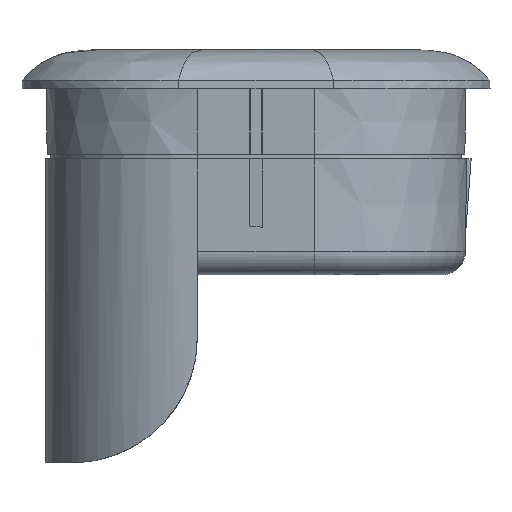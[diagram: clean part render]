
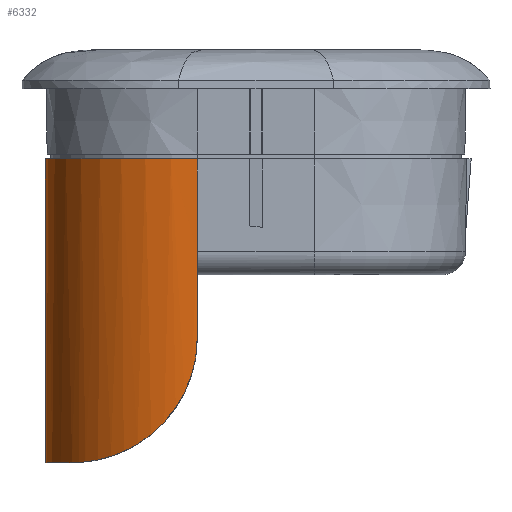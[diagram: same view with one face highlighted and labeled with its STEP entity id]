
A CAD part, left-side view. The second image highlights one B-rep face of the part: STEP entity #6332.
In plain terms, the highlighted cylindrical face has radius 9.701 mm (diameter 19.403 mm), a partial arc.
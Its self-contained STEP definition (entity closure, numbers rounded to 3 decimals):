
#4791=CARTESIAN_POINT('',(-12.75,-31.761,0.));
#4792=DIRECTION('',(0.,0.,1.));
#4793=DIRECTION('',(-1.,0.,0.));
#4794=AXIS2_PLACEMENT_3D('',#4791,#4792,#4793);
#4858=DIRECTION('',(0.,0.,-1.));
#4859=VECTOR('',#4858,5.9);
#4860=CARTESIAN_POINT('',(-22.451,-31.761,
5.9));
#4861=LINE('',#4860,#4859);
#4979=CARTESIAN_POINT('',(-12.75,-31.761,19.4));
#4980=DIRECTION('',(0.,0.,-1.));
#4981=DIRECTION('',(0.,-1.,0.));
#4982=AXIS2_PLACEMENT_3D('',#4979,#4980,#4981);
#5253=CARTESIAN_POINT('',(-22.451,-31.761,11.4));
#5254=CARTESIAN_POINT('',(-22.451,-31.761,
11.873));
#5255=CARTESIAN_POINT('',(-22.452,-31.843,
12.787));
#5256=CARTESIAN_POINT('',(-22.445,-32.186,
14.079));
#5257=CARTESIAN_POINT('',(-22.411,-32.702,
15.233));
#5258=CARTESIAN_POINT('',(-22.328,-33.376,16.277));
#5259=CARTESIAN_POINT('',(-22.135,-34.278,
17.274));
#5260=CARTESIAN_POINT('',(-21.837,-35.212,
18.015));
#5261=CARTESIAN_POINT('',(-21.384,-36.229,
18.606));
#5262=CARTESIAN_POINT('',(-20.864,-37.112,
18.967));
#5263=CARTESIAN_POINT('',(-20.199,-38.013,
19.225));
#5264=CARTESIAN_POINT('',(-19.348,-38.913,
19.372));
#5265=CARTESIAN_POINT('',(-18.633,-39.489,19.4));
#5266=CARTESIAN_POINT('',(-18.238,-39.761,19.4));
#5268=DIRECTION('',(0.,0.,-1.));
#5269=VECTOR('',#5268,19.4);
#5270=CARTESIAN_POINT('',(-12.75,-41.462,19.4));
#5271=LINE('',#5270,#5269);
#5272=CARTESIAN_POINT('',(-22.451,-31.761,
5.908));
#5282=DIRECTION('',(0.,0.,-1.));
#5283=VECTOR('',#5282,5.492);
#5284=CARTESIAN_POINT('',(-22.451,-31.761,11.4));
#5285=LINE('',#5284,#5283);
#5286=CARTESIAN_POINT('',(-22.451,-31.761,
5.908));
#5287=CARTESIAN_POINT('',(-22.451,-31.761,
5.905));
#5288=CARTESIAN_POINT('',(-22.451,-31.761,
5.903));
#5289=CARTESIAN_POINT('',(-22.451,-31.761,
5.9));
#5530=CARTESIAN_POINT('',(-22.451,-31.761,
0.));
#5531=VERTEX_POINT('',#5530);
#5532=CARTESIAN_POINT('',(-12.75,-41.462,0.));
#5533=VERTEX_POINT('',#5532);
#5577=CARTESIAN_POINT('',(-22.451,-31.761,
5.9));
#5578=VERTEX_POINT('',#5577);
#5613=CARTESIAN_POINT('',(-12.75,-41.462,19.4));
#5614=VERTEX_POINT('',#5613);
#5615=CARTESIAN_POINT('',(-18.238,-39.761,19.4));
#5616=VERTEX_POINT('',#5615);
#5689=VERTEX_POINT('',#5253);
#5690=VERTEX_POINT('',#5272);
#6315=CARTESIAN_POINT('',(-12.75,-31.761,0.));
#6316=DIRECTION('',(0.,0.,1.));
#6317=DIRECTION('',(1.,0.,0.));
#6318=AXIS2_PLACEMENT_3D('',#6315,#6316,#6317);
#6319=CYLINDRICAL_SURFACE('',#6318,9.701);
#6321=ORIENTED_EDGE('',*,*,#6320,.F.);
#6323=ORIENTED_EDGE('',*,*,#6322,.T.);
#6324=ORIENTED_EDGE('',*,*,#6019,.F.);
#6325=ORIENTED_EDGE('',*,*,#6298,.T.);
#6326=ORIENTED_EDGE('',*,*,#5727,.F.);
#6327=ORIENTED_EDGE('',*,*,#5826,.F.);
#6329=ORIENTED_EDGE('',*,*,#6328,.F.);
#6330=EDGE_LOOP('',(#6321,#6323,#6324,#6325,#6326,#6327,#6329));
#6331=FACE_OUTER_BOUND('',#6330,.F.);
#6332=ADVANCED_FACE('',(#6331),#6319,.T.);
#4795=CIRCLE('',#4794,9.701);
#4983=CIRCLE('',#4982,9.701);
#5267=B_SPLINE_CURVE_WITH_KNOTS('',3,(#5253,#5254,#5255,#5256,#5257,#5258,#5259,
#5260,#5261,#5262,#5263,#5264,#5265,#5266),.UNSPECIFIED.,.F.,.F.,(4,1,1,1,1,1,1,
1,1,1,1,4),(0.,0.091,0.182,0.273,
0.364,0.455,0.545,0.636,
0.727,0.818,0.909,1.),.UNSPECIFIED.);
#5290=B_SPLINE_CURVE_WITH_KNOTS('',3,(#5286,#5287,#5288,#5289),.UNSPECIFIED.,
.F.,.F.,(4,4),(0.,1.),.UNSPECIFIED.);
#5727=EDGE_CURVE('',#5531,#5533,#4795,.T.);
#5826=EDGE_CURVE('',#5578,#5531,#4861,.T.);
#6019=EDGE_CURVE('',#5614,#5616,#4983,.T.);
#6298=EDGE_CURVE('',#5614,#5533,#5271,.T.);
#6320=EDGE_CURVE('',#5689,#5690,#5285,.T.);
#6322=EDGE_CURVE('',#5689,#5616,#5267,.T.);
#6328=EDGE_CURVE('',#5690,#5578,#5290,.T.);
